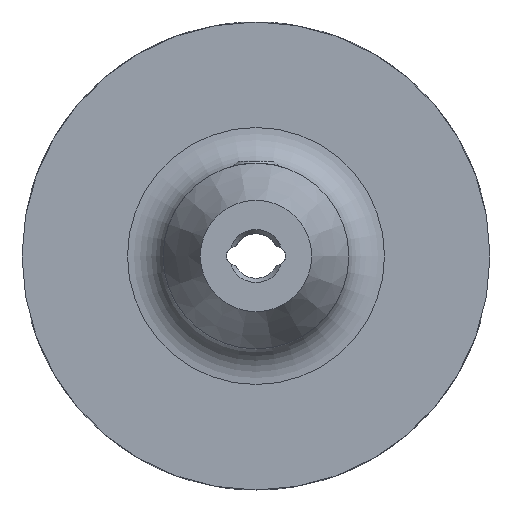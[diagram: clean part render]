
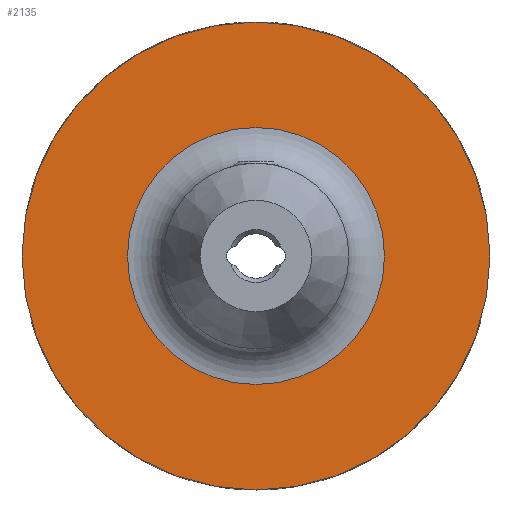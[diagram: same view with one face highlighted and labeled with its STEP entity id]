
A CAD part, left-side view. The second image highlights one B-rep face of the part: STEP entity #2135.
In plain terms, the highlighted planar face has unit normal (-1, 0, 0).
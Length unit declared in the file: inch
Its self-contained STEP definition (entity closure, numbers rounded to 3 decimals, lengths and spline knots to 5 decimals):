
#57=FACE_BOUND('',#541,.T.);
#104=PLANE('',#2379);
#409=FACE_OUTER_BOUND('',#540,.T.);
#540=EDGE_LOOP('',(#1869,#1870));
#541=EDGE_LOOP('',(#1871,#1872));
#559=CIRCLE('',#2192,1.24016);
#560=CIRCLE('',#2193,1.24016);
#657=CIRCLE('',#2377,0.6811);
#658=CIRCLE('',#2378,0.6811);
#787=VERTEX_POINT('',#3262);
#788=VERTEX_POINT('',#3264);
#957=VERTEX_POINT('',#5009);
#958=VERTEX_POINT('',#5011);
#1012=EDGE_CURVE('',#787,#788,#559,.T.);
#1013=EDGE_CURVE('',#788,#787,#560,.T.);
#1263=EDGE_CURVE('',#958,#957,#657,.T.);
#1264=EDGE_CURVE('',#957,#958,#658,.T.);
#1869=ORIENTED_EDGE('',*,*,#1013,.F.);
#1870=ORIENTED_EDGE('',*,*,#1012,.F.);
#1871=ORIENTED_EDGE('',*,*,#1263,.T.);
#1872=ORIENTED_EDGE('',*,*,#1264,.T.);
#2135=ADVANCED_FACE('',(#409,#57),#104,.T.);
#2192=AXIS2_PLACEMENT_3D('',#3265,#2473,#2474);
#2193=AXIS2_PLACEMENT_3D('',#3266,#2475,#2476);
#2377=AXIS2_PLACEMENT_3D('',#5012,#2908,#2909);
#2378=AXIS2_PLACEMENT_3D('',#5013,#2910,#2911);
#2379=AXIS2_PLACEMENT_3D('',#5014,#2912,#2913);
#2473=DIRECTION('center_axis',(1.,0.,0.));
#2474=DIRECTION('ref_axis',(0.,1.,0.));
#2475=DIRECTION('center_axis',(1.,0.,0.));
#2476=DIRECTION('ref_axis',(0.,1.,0.));
#2908=DIRECTION('center_axis',(1.,0.,0.));
#2909=DIRECTION('ref_axis',(0.,1.,0.));
#2910=DIRECTION('center_axis',(1.,0.,0.));
#2911=DIRECTION('ref_axis',(0.,1.,0.));
#2912=DIRECTION('center_axis',(-1.,0.,0.));
#2913=DIRECTION('ref_axis',(0.,0.,1.));
#3262=CARTESIAN_POINT('',(-0.86614,-1.24016,0.));
#3264=CARTESIAN_POINT('',(-0.86614,1.24016,0.));
#3265=CARTESIAN_POINT('Origin',(-0.86614,0.,
0.));
#3266=CARTESIAN_POINT('Origin',(-0.86614,0.,
0.));
#5009=CARTESIAN_POINT('',(-0.86614,0.,0.6811));
#5011=CARTESIAN_POINT('',(-0.86614,0.6811,0.));
#5012=CARTESIAN_POINT('Origin',(-0.86614,0.,
0.));
#5013=CARTESIAN_POINT('Origin',(-0.86614,0.,
0.));
#5014=CARTESIAN_POINT('Origin',(-0.86614,0.96063,0.));
